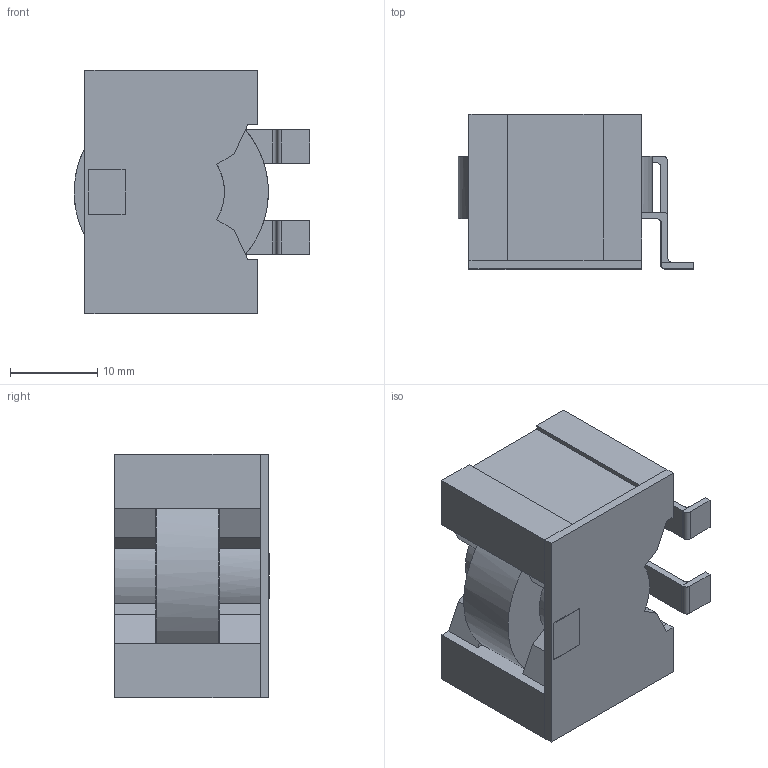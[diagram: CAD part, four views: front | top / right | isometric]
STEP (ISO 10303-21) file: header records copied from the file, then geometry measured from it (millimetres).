
FILE_DESCRIPTION (( 'STEP AP214' ), '1' );
FILE_NAME ('Coilcraft-SER2918H.STEP', '2018-12-20T14:55:17', ( '' ), ( '' ), 'SwSTEP 2.0', 'SolidWorks 2018', '' );
FILE_SCHEMA (( 'AUTOMOTIVE_DESIGN' ));
Length unit declared in the file: millimetre
Products named in the file (1): Coilcraft-SER2918H
Bounding box: 27.04 x 17.78 x 27.9 mm (x, y, z)
Volume: 8777.2 mm3; surface area: 4262.6 mm2
Topology: 3 solids, 3 shells, 558 faces, 1430 edges, 909 vertices
Faces by surface type: plane 278, bspline 265, cylinder 15
Entity records: 25368 total; most frequent: CARTESIAN_POINT 13825, ORIENTED_EDGE 2860, EDGE_CURVE 1430, B_SPLINE_CURVE_WITH_KNOTS 1111, DIRECTION 912, VERTEX_POINT 909, EDGE_LOOP 593, FACE_OUTER_BOUND 558
